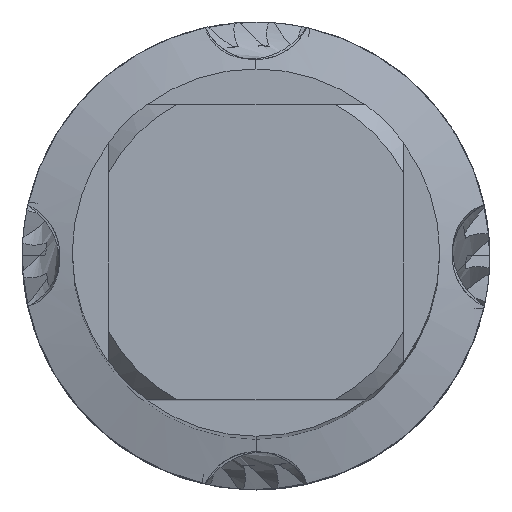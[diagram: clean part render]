
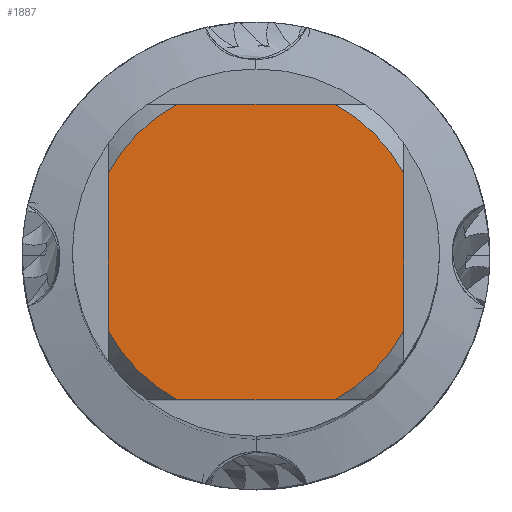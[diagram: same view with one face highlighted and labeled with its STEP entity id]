
A CAD part, top view. The second image highlights one B-rep face of the part: STEP entity #1887.
In plain terms, the highlighted planar face has unit normal (0, 0, 1).
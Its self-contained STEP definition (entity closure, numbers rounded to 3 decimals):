
#1887=ADVANCED_FACE('',(#5578),#5579,.T.);
#1925=EDGE_CURVE('',#4851,#3841,#5620,.T.);
#2717=EDGE_CURVE('',#4835,#3841,#6475,.T.);
#2755=VERTEX_POINT('',#6517);
#2929=VERTEX_POINT('',#6703);
#2937=EDGE_CURVE('',#4835,#5187,#6712,.T.);
#3461=EDGE_CURVE('',#2755,#5069,#7282,.T.);
#3841=VERTEX_POINT('',#7690);
#3897=EDGE_CURVE('',#5125,#5187,#7753,.T.);
#4069=EDGE_CURVE('',#5125,#5069,#7943,.T.);
#4319=EDGE_CURVE('',#2755,#2929,#8215,.T.);
#4835=VERTEX_POINT('',#8778);
#4851=VERTEX_POINT('',#8795);
#5069=VERTEX_POINT('',#9034);
#5125=VERTEX_POINT('',#9098);
#5173=EDGE_CURVE('',#4851,#2929,#9151,.T.);
#5187=VERTEX_POINT('',#9168);
#5578=FACE_OUTER_BOUND('',#9649,.T.);
#5579=PLANE('',#9650);
#5620=LINE('',#9755,#9756);
#6475=CIRCLE('',#12154,8.2);
#6517=CARTESIAN_POINT('',(-3.831,-7.25,0.0));
#6703=CARTESIAN_POINT('',(3.831,-7.25,0.0));
#6712=LINE('',#13361,#13362);
#7282=CIRCLE('',#14978,8.2);
#7690=CARTESIAN_POINT('',(7.25,3.831,0.0));
#7753=CIRCLE('',#16207,8.2);
#7943=LINE('',#16891,#16892);
#8215=LINE('',#17475,#17476);
#8778=CARTESIAN_POINT('',(3.831,7.25,0.0));
#8795=CARTESIAN_POINT('',(7.25,-3.831,0.0));
#9034=CARTESIAN_POINT('',(-7.25,-3.831,0.0));
#9098=CARTESIAN_POINT('',(-7.25,3.831,0.0));
#9151=CIRCLE('',#20605,8.2);
#9168=CARTESIAN_POINT('',(-3.831,7.25,0.0));
#9649=EDGE_LOOP('',(#21577,#21578,#21579,#21580,#21581,#21582,#21583,#21584));
#9650=AXIS2_PLACEMENT_3D('',#21585,#21586,#21587);
#9755=CARTESIAN_POINT('',(7.25,2.05,0.0));
#9756=VECTOR('',#21622,1.0);
#12154=AXIS2_PLACEMENT_3D('',#22522,#22523,#22524);
#13361=CARTESIAN_POINT('',(0.0,7.25,0.0));
#13362=VECTOR('',#22839,1.0);
#14978=AXIS2_PLACEMENT_3D('',#23434,#23435,#23436);
#16207=AXIS2_PLACEMENT_3D('',#23853,#23854,#23855);
#16891=CARTESIAN_POINT('',(-7.25,2.05,0.0));
#16892=VECTOR('',#24043,1.0);
#17475=CARTESIAN_POINT('',(0.0,-7.25,0.0));
#17476=VECTOR('',#24297,1.0);
#20605=AXIS2_PLACEMENT_3D('',#25463,#25464,#25465);
#21577=ORIENTED_EDGE('',*,*,#4069,.T.);
#21578=ORIENTED_EDGE('',*,*,#3461,.F.);
#21579=ORIENTED_EDGE('',*,*,#4319,.T.);
#21580=ORIENTED_EDGE('',*,*,#5173,.F.);
#21581=ORIENTED_EDGE('',*,*,#1925,.T.);
#21582=ORIENTED_EDGE('',*,*,#2717,.F.);
#21583=ORIENTED_EDGE('',*,*,#2937,.T.);
#21584=ORIENTED_EDGE('',*,*,#3897,.F.);
#21585=CARTESIAN_POINT('',(0.0,4.1,0.0));
#21586=DIRECTION('',(-0.0,0.0,1.0));
#21587=DIRECTION('',(0.0,-1.0,0.0));
#21622=DIRECTION('',(-0.0,1.0,0.0));
#22522=CARTESIAN_POINT('',(0.0,0.0,0.0));
#22523=DIRECTION('',(0.0,0.0,-1.0));
#22524=DIRECTION('',(0.0,1.0,0.0));
#22839=DIRECTION('',(-1.0,0.0,0.0));
#23434=CARTESIAN_POINT('',(0.0,0.0,0.0));
#23435=DIRECTION('',(0.0,0.0,-1.0));
#23436=DIRECTION('',(0.0,1.0,0.0));
#23853=CARTESIAN_POINT('',(0.0,0.0,0.0));
#23854=DIRECTION('',(0.0,0.0,-1.0));
#23855=DIRECTION('',(0.0,1.0,0.0));
#24043=DIRECTION('',(-0.0,-1.0,0.0));
#24297=DIRECTION('',(1.0,0.0,0.0));
#25463=CARTESIAN_POINT('',(0.0,0.0,0.0));
#25464=DIRECTION('',(0.0,0.0,-1.0));
#25465=DIRECTION('',(0.0,1.0,0.0));
